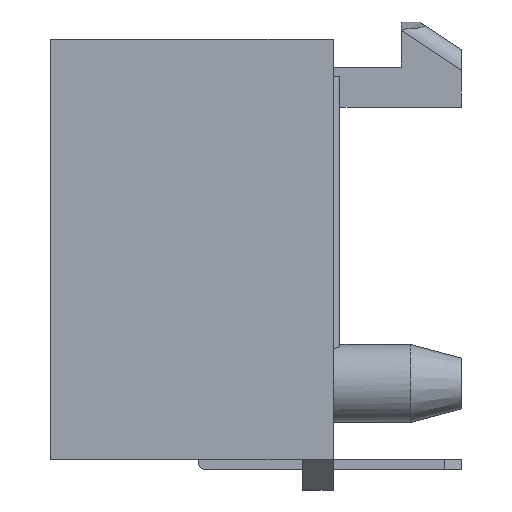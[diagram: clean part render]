
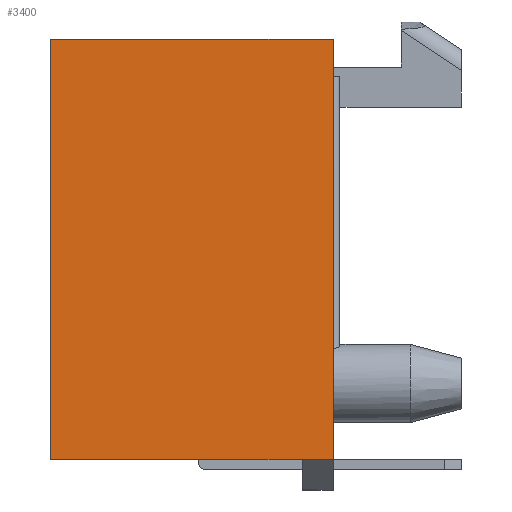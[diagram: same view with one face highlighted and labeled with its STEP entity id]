
A CAD part, left-side view. The second image highlights one B-rep face of the part: STEP entity #3400.
In plain terms, the highlighted planar face has unit normal (-1, 0, 0).
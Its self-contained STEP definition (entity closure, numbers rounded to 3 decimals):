
#167 = VERTEX_POINT ( 'NONE', #6305 ) ;
#265 = CARTESIAN_POINT ( 'NONE',  ( -11.63, 8.28, -6.16 ) ) ;
#329 = CARTESIAN_POINT ( 'NONE',  ( -11.63, 8.28, 6.16 ) ) ;
#610 = ORIENTED_EDGE ( 'NONE', *, *, #3770, .F. ) ;
#628 = DIRECTION ( 'NONE',  ( 0., 0., -1. ) ) ;
#667 = ORIENTED_EDGE ( 'NONE', *, *, #5491, .T. ) ;
#1157 = PLANE ( 'NONE',  #4445 ) ;
#1347 = LINE ( 'NONE', #6487, #3492 ) ;
#1932 = CARTESIAN_POINT ( 'NONE',  ( -11.63, 8.28, -6.16 ) ) ;
#1962 = VERTEX_POINT ( 'NONE', #5289 ) ;
#2471 = DIRECTION ( 'NONE',  ( 0., 0., 1. ) ) ;
#2719 = VECTOR ( 'NONE', #5252, 1000. ) ;
#2763 = VECTOR ( 'NONE', #6433, 1000. ) ;
#2888 = LINE ( 'NONE', #265, #2719 ) ;
#2956 = LINE ( 'NONE', #1932, #5729 ) ;
#3360 = ORIENTED_EDGE ( 'NONE', *, *, #6618, .F. ) ;
#3400 = ADVANCED_FACE ( 'NONE', ( #7023 ), #1157, .F. ) ;
#3492 = VECTOR ( 'NONE', #3710, 1000. ) ;
#3710 = DIRECTION ( 'NONE',  ( 0., 0., 1. ) ) ;
#3770 = EDGE_CURVE ( 'NONE', #5432, #1962, #5708, .T. ) ;
#3922 = DIRECTION ( 'NONE',  ( 1., 0., 0. ) ) ;
#4445 = AXIS2_PLACEMENT_3D ( 'NONE', #6115, #3922, #628 ) ;
#4523 = ORIENTED_EDGE ( 'NONE', *, *, #5586, .T. ) ;
#4875 = CARTESIAN_POINT ( 'NONE',  ( -11.63, 8.28, -6.16 ) ) ;
#5011 = EDGE_LOOP ( 'NONE', ( #667, #4523, #610, #3360 ) ) ;
#5252 = DIRECTION ( 'NONE',  ( 0., -1., 0. ) ) ;
#5289 = CARTESIAN_POINT ( 'NONE',  ( -11.63, 0., 6.16 ) ) ;
#5432 = VERTEX_POINT ( 'NONE', #5706 ) ;
#5491 = EDGE_CURVE ( 'NONE', #5607, #167, #2888, .T. ) ;
#5586 = EDGE_CURVE ( 'NONE', #167, #1962, #1347, .T. ) ;
#5607 = VERTEX_POINT ( 'NONE', #4875 ) ;
#5706 = CARTESIAN_POINT ( 'NONE',  ( -11.63, 8.28, 6.16 ) ) ;
#5708 = LINE ( 'NONE', #329, #2763 ) ;
#5729 = VECTOR ( 'NONE', #2471, 1000. ) ;
#6115 = CARTESIAN_POINT ( 'NONE',  ( -11.63, 8.28, -6.16 ) ) ;
#6305 = CARTESIAN_POINT ( 'NONE',  ( -11.63, 0., -6.16 ) ) ;
#6433 = DIRECTION ( 'NONE',  ( 0., -1., 0. ) ) ;
#6487 = CARTESIAN_POINT ( 'NONE',  ( -11.63, 0., -6.16 ) ) ;
#6618 = EDGE_CURVE ( 'NONE', #5607, #5432, #2956, .T. ) ;
#7023 = FACE_OUTER_BOUND ( 'NONE', #5011, .T. ) ;
